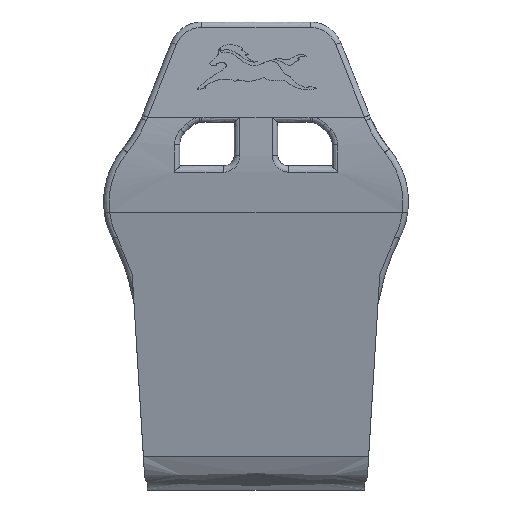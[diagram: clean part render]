
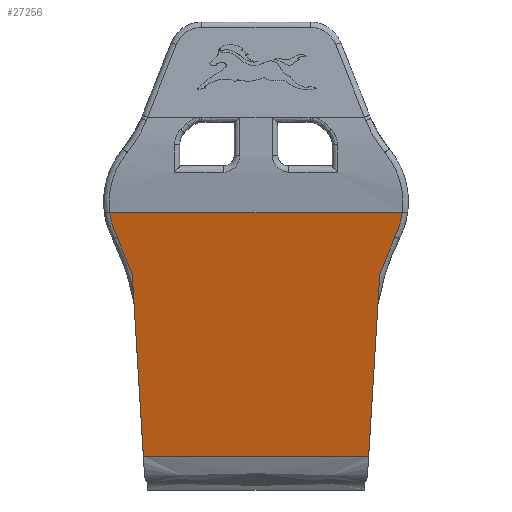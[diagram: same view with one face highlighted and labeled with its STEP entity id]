
A CAD part, left-side view. The second image highlights one B-rep face of the part: STEP entity #27256.
In plain terms, the highlighted free-form (B-spline) face has degree [1, 1] with [2, 2] control points.
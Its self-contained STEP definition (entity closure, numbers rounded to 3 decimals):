
#16661 = VERTEX_POINT('',#16662);
#16662 = CARTESIAN_POINT('',(-720.158,-328.886,
    572.361));
#16679 = EDGE_CURVE('',#16680,#16661,#16682,.T.);
#16680 = VERTEX_POINT('',#16681);
#16681 = CARTESIAN_POINT('',(-611.776,-299.402,
    90.311));
#16682 = B_SPLINE_CURVE_WITH_KNOTS('',1,(#16683,#16684),.UNSPECIFIED.,
  .F.,.F.,(2,2),(-171.137,171.137),
  .PIECEWISE_BEZIER_KNOTS.);
#16683 = CARTESIAN_POINT('',(-611.776,-299.402,
    90.311));
#16684 = CARTESIAN_POINT('',(-720.158,-328.886,
    572.361));
#17522 = VERTEX_POINT('',#17523);
#17523 = CARTESIAN_POINT('',(-720.158,328.886,
    572.361));
#17540 = EDGE_CURVE('',#17541,#17522,#17543,.T.);
#17541 = VERTEX_POINT('',#17542);
#17542 = CARTESIAN_POINT('',(-611.776,299.402,
    90.311));
#17543 = B_SPLINE_CURVE_WITH_KNOTS('',1,(#17544,#17545),.UNSPECIFIED.,
  .F.,.F.,(2,2),(-171.137,171.137),
  .PIECEWISE_BEZIER_KNOTS.);
#17544 = CARTESIAN_POINT('',(-611.776,299.402,
    90.311));
#17545 = CARTESIAN_POINT('',(-720.158,328.886,
    572.361));
#21501 = EDGE_CURVE('',#21502,#21504,#21506,.T.);
#21502 = VERTEX_POINT('',#21503);
#21503 = CARTESIAN_POINT('',(-757.131,-388.712,
    736.807));
#21504 = VERTEX_POINT('',#21505);
#21505 = CARTESIAN_POINT('',(-757.131,388.712,
    736.807));
#21506 = B_SPLINE_CURVE_WITH_KNOTS('',1,(#21507,#21508),.UNSPECIFIED.,
  .F.,.F.,(2,2),(-268.8,268.8),
  .PIECEWISE_BEZIER_KNOTS.);
#21507 = CARTESIAN_POINT('',(-757.131,-388.712,
    736.807));
#21508 = CARTESIAN_POINT('',(-757.131,388.712,
    736.807));
#23192 = EDGE_CURVE('',#16680,#17541,#23193,.T.);
#23193 = B_SPLINE_CURVE_WITH_KNOTS('',1,(#23194,#23195),.UNSPECIFIED.,
  .F.,.F.,(2,2),(-207.041,207.041),
  .PIECEWISE_BEZIER_KNOTS.);
#23194 = CARTESIAN_POINT('',(-611.776,-299.402,
    90.311));
#23195 = CARTESIAN_POINT('',(-611.776,299.402,
    90.311));
#27112 = EDGE_CURVE('',#27113,#17522,#27115,.T.);
#27113 = VERTEX_POINT('',#27114);
#27114 = CARTESIAN_POINT('',(-742.767,369.172,
    672.918));
#27115 = ( BOUNDED_CURVE() B_SPLINE_CURVE(2,(#27116,#27117,#27118),
.UNSPECIFIED.,.F.,.F.) B_SPLINE_CURVE_WITH_KNOTS((3,3),(4.248,
4.411),.PIECEWISE_BEZIER_KNOTS.) CURVE() 
GEOMETRIC_REPRESENTATION_ITEM() RATIONAL_B_SPLINE_CURVE((1.,
0.997,1.)) REPRESENTATION_ITEM('') );
#27116 = CARTESIAN_POINT('',(-742.767,369.172,
    672.918));
#27117 = CARTESIAN_POINT('',(-731.833,344.922,
    624.285));
#27118 = CARTESIAN_POINT('',(-720.158,328.886,
    572.361));
#27188 = VERTEX_POINT('',#27189);
#27189 = CARTESIAN_POINT('',(-742.767,-369.172,
    672.918));
#27195 = EDGE_CURVE('',#16661,#27188,#27196,.T.);
#27196 = ( BOUNDED_CURVE() B_SPLINE_CURVE(2,(#27197,#27198,#27199),
.UNSPECIFIED.,.F.,.F.) B_SPLINE_CURVE_WITH_KNOTS((3,3),(1.871,
2.034),.PIECEWISE_BEZIER_KNOTS.) CURVE() 
GEOMETRIC_REPRESENTATION_ITEM() RATIONAL_B_SPLINE_CURVE((1.,
0.997,1.)) REPRESENTATION_ITEM('') );
#27197 = CARTESIAN_POINT('',(-720.158,-328.886,
    572.361));
#27198 = CARTESIAN_POINT('',(-731.833,-344.922,
    624.285));
#27199 = CARTESIAN_POINT('',(-742.767,-369.172,
    672.918));
#27256 = ADVANCED_FACE('',(#27257),#27277,.T.);
#27257 = FACE_BOUND('',#27258,.T.);
#27258 = EDGE_LOOP('',(#27259,#27260,#27266,#27267,#27268,#27269,#27270,
    #27271));
#27259 = ORIENTED_EDGE('',*,*,#21501,.T.);
#27260 = ORIENTED_EDGE('',*,*,#27261,.F.);
#27261 = EDGE_CURVE('',#27113,#21504,#27262,.T.);
#27262 = ( BOUNDED_CURVE() B_SPLINE_CURVE(2,(#27263,#27264,#27265),
.UNSPECIFIED.,.F.,.F.) B_SPLINE_CURVE_WITH_KNOTS((3,3),(1.107,
1.439),.PIECEWISE_BEZIER_KNOTS.) CURVE() 
GEOMETRIC_REPRESENTATION_ITEM() RATIONAL_B_SPLINE_CURVE((1.,
0.986,1.)) REPRESENTATION_ITEM('') );
#27263 = CARTESIAN_POINT('',(-742.767,369.172,
    672.918));
#27264 = CARTESIAN_POINT('',(-749.582,384.286,
    703.228));
#27265 = CARTESIAN_POINT('',(-757.131,388.712,
    736.807));
#27266 = ORIENTED_EDGE('',*,*,#27112,.T.);
#27267 = ORIENTED_EDGE('',*,*,#17540,.F.);
#27268 = ORIENTED_EDGE('',*,*,#23192,.F.);
#27269 = ORIENTED_EDGE('',*,*,#16679,.T.);
#27270 = ORIENTED_EDGE('',*,*,#27195,.T.);
#27271 = ORIENTED_EDGE('',*,*,#27272,.F.);
#27272 = EDGE_CURVE('',#21502,#27188,#27273,.T.);
#27273 = ( BOUNDED_CURVE() B_SPLINE_CURVE(2,(#27274,#27275,#27276),
.UNSPECIFIED.,.F.,.F.) B_SPLINE_CURVE_WITH_KNOTS((3,3),(4.846,
5.178),.PIECEWISE_BEZIER_KNOTS.) CURVE() 
GEOMETRIC_REPRESENTATION_ITEM() RATIONAL_B_SPLINE_CURVE((1.,
0.986,1.)) REPRESENTATION_ITEM('') );
#27274 = CARTESIAN_POINT('',(-757.131,-388.712,
    736.807));
#27275 = CARTESIAN_POINT('',(-749.582,-384.286,
    703.228));
#27276 = CARTESIAN_POINT('',(-742.767,-369.172,
    672.918));
#27277 = B_SPLINE_SURFACE_WITH_KNOTS('',1,1,(
    (#27278,#27279)
    ,(#27280,#27281
    )),.UNSPECIFIED.,.F.,.F.,.F.,(2,2),(2,2),(0.,458.222),(
    -268.8,268.8),.PIECEWISE_BEZIER_KNOTS.);
#27278 = CARTESIAN_POINT('',(-611.776,-388.712,
    90.311));
#27279 = CARTESIAN_POINT('',(-611.776,388.712,
    90.311));
#27280 = CARTESIAN_POINT('',(-757.131,-388.712,
    736.807));
#27281 = CARTESIAN_POINT('',(-757.131,388.712,
    736.807));
